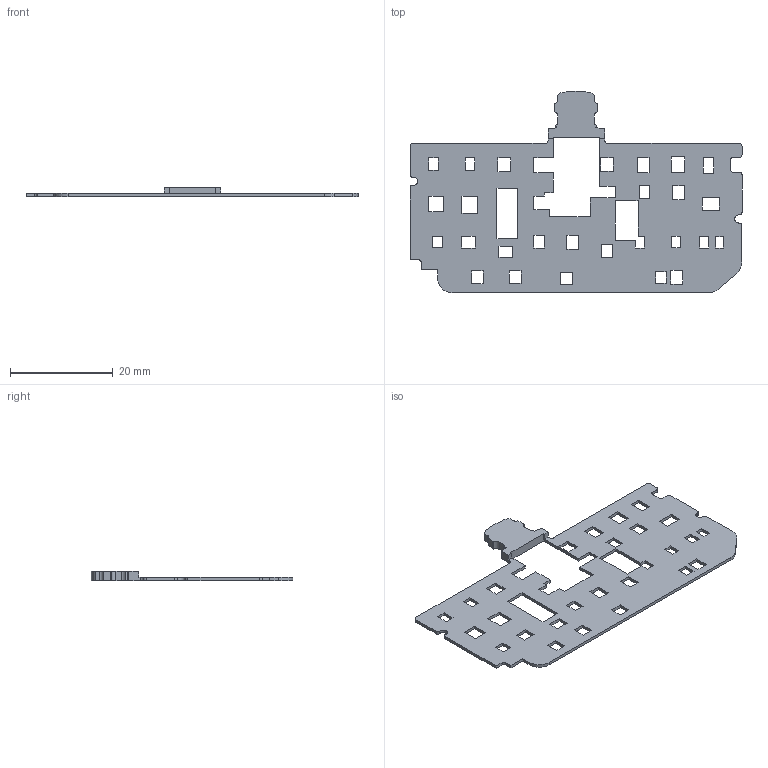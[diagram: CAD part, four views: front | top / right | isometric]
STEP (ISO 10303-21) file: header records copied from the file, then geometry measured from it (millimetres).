
FILE_DESCRIPTION (( 'STEP AP214' ), '1' );
FILE_NAME ('9981_PRO_under_keyboard_support.STEP', '2025-10-12T19:32:10', ( '' ), ( '' ), 'SwSTEP 2.0', 'SolidWorks 2021', '' );
FILE_SCHEMA (( 'AUTOMOTIVE_DESIGN' ));
Length unit declared in the file: millimetre
Products named in the file (1): 9981_PRO_under_keyboard_support
Bounding box: 64.51 x 39.19 x 1.75 mm (x, y, z)
Volume: 989.8 mm3; surface area: 3421.1 mm2
Topology: 1 solids, 1 shells, 206 faces, 615 edges, 410 vertices
Faces by surface type: plane 175, cylinder 30, bspline 1
Entity records: 6995 total; most frequent: CARTESIAN_POINT 1245, ORIENTED_EDGE 1230, DIRECTION 1085, EDGE_CURVE 615, LINE 553, VECTOR 553, VERTEX_POINT 410, AXIS2_PLACEMENT_3D 266
